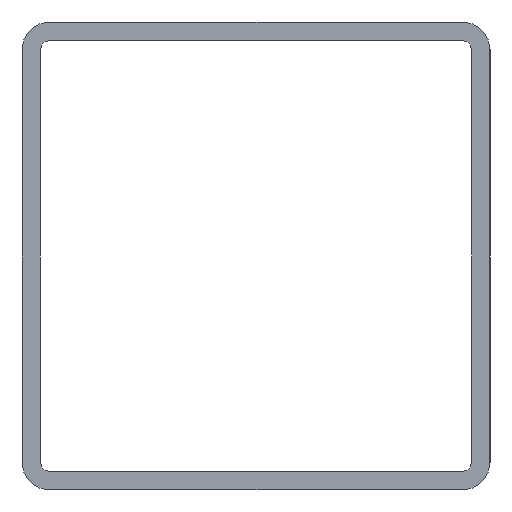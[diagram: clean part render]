
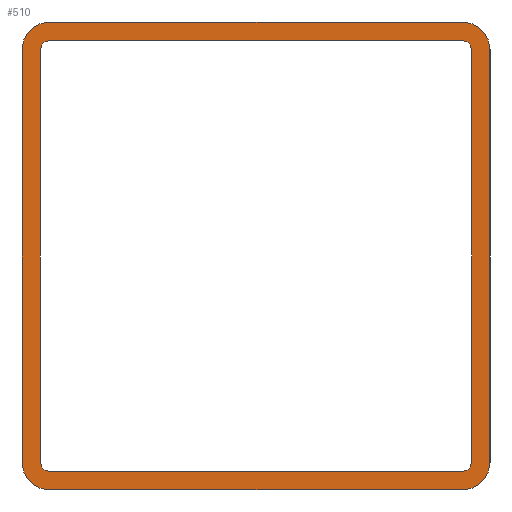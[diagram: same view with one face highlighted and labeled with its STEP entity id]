
A CAD part, left-side view. The second image highlights one B-rep face of the part: STEP entity #510.
In plain terms, the highlighted planar face has unit normal (-1, 0, 0).
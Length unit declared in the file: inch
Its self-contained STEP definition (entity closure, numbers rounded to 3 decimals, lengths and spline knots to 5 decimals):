
#4 = EDGE_CURVE ( 'NONE', #601, #246, #323, .T. ) ;
#7 = CIRCLE ( 'NONE', #160, 0.05906 ) ;
#10 = CARTESIAN_POINT ( 'NONE',  ( -23.5, -0.46063, 0.44094 ) ) ;
#13 = CARTESIAN_POINT ( 'NONE',  ( -23.5, 0.44094, 0.5 ) ) ;
#18 = AXIS2_PLACEMENT_3D ( 'NONE', #187, #577, #341 ) ;
#23 = VERTEX_POINT ( 'NONE', #461 ) ;
#24 = CARTESIAN_POINT ( 'NONE',  ( -23.5, 0.46063, -0.44094 ) ) ;
#29 = CARTESIAN_POINT ( 'NONE',  ( -23.5, -0.44094, 0.5 ) ) ;
#41 = DIRECTION ( 'NONE',  ( 1., 0., 0. ) ) ;
#45 = LINE ( 'NONE', #242, #440 ) ;
#49 = CARTESIAN_POINT ( 'NONE',  ( -23.5, -0.5, -0.44094 ) ) ;
#50 = EDGE_CURVE ( 'NONE', #23, #567, #324, .T. ) ;
#51 = DIRECTION ( 'NONE',  ( 1., 0., 0. ) ) ;
#52 = ORIENTED_EDGE ( 'NONE', *, *, #4, .T. ) ;
#55 = DIRECTION ( 'NONE',  ( -1., 0., 0. ) ) ;
#56 = VECTOR ( 'NONE', #301, 39.37008 ) ;
#66 = CARTESIAN_POINT ( 'NONE',  ( -23.5, 0.5, 0.46063 ) ) ;
#78 = ORIENTED_EDGE ( 'NONE', *, *, #271, .T. ) ;
#96 = EDGE_CURVE ( 'NONE', #248, #97, #265, .T. ) ;
#97 = VERTEX_POINT ( 'NONE', #130 ) ;
#100 = VERTEX_POINT ( 'NONE', #24 ) ;
#102 = CARTESIAN_POINT ( 'NONE',  ( -23.5, 0.5, -0.46063 ) ) ;
#103 = DIRECTION ( 'NONE',  ( 0., 0., -1. ) ) ;
#104 = ORIENTED_EDGE ( 'NONE', *, *, #373, .F. ) ;
#105 = CARTESIAN_POINT ( 'NONE',  ( -23.5, 0.46063, 0.5 ) ) ;
#111 = DIRECTION ( 'NONE',  ( 0., 0., -1. ) ) ;
#116 = DIRECTION ( 'NONE',  ( 0., 0., -1. ) ) ;
#120 = LINE ( 'NONE', #462, #605 ) ;
#121 = VERTEX_POINT ( 'NONE', #276 ) ;
#122 = CARTESIAN_POINT ( 'NONE',  ( -23.5, -0.44094, -0.44094 ) ) ;
#130 = CARTESIAN_POINT ( 'NONE',  ( -23.5, -0.44094, -0.46063 ) ) ;
#136 = VECTOR ( 'NONE', #450, 39.37008 ) ;
#138 = CARTESIAN_POINT ( 'NONE',  ( -23.5, 0.44094, -0.44094 ) ) ;
#139 = FACE_OUTER_BOUND ( 'NONE', #593, .T. ) ;
#146 = VERTEX_POINT ( 'NONE', #13 ) ;
#149 = AXIS2_PLACEMENT_3D ( 'NONE', #138, #41, #381 ) ;
#151 = LINE ( 'NONE', #156, #207 ) ;
#152 = EDGE_CURVE ( 'NONE', #163, #182, #391, .T. ) ;
#155 = VERTEX_POINT ( 'NONE', #582 ) ;
#156 = CARTESIAN_POINT ( 'NONE',  ( -23.5, -0.46063, 0.5 ) ) ;
#160 = AXIS2_PLACEMENT_3D ( 'NONE', #505, #270, #471 ) ;
#163 = VERTEX_POINT ( 'NONE', #204 ) ;
#169 = VERTEX_POINT ( 'NONE', #584 ) ;
#174 = DIRECTION ( 'NONE',  ( 1., 0., 0. ) ) ;
#182 = VERTEX_POINT ( 'NONE', #49 ) ;
#183 = CARTESIAN_POINT ( 'NONE',  ( -23.5, 0., 0. ) ) ;
#185 = EDGE_CURVE ( 'NONE', #155, #601, #356, .T. ) ;
#187 = CARTESIAN_POINT ( 'NONE',  ( -23.5, 0.44094, 0.44094 ) ) ;
#200 = DIRECTION ( 'NONE',  ( 0., 1., 0. ) ) ;
#202 = ORIENTED_EDGE ( 'NONE', *, *, #212, .T. ) ;
#204 = CARTESIAN_POINT ( 'NONE',  ( -23.5, -0.5, 0.44094 ) ) ;
#207 = VECTOR ( 'NONE', #111, 39.37008 ) ;
#212 = EDGE_CURVE ( 'NONE', #246, #248, #151, .T. ) ;
#234 = ORIENTED_EDGE ( 'NONE', *, *, #559, .T. ) ;
#237 = CIRCLE ( 'NONE', #581, 0.01969 ) ;
#242 = CARTESIAN_POINT ( 'NONE',  ( -23.5, 0.5, 0.5 ) ) ;
#246 = VERTEX_POINT ( 'NONE', #10 ) ;
#248 = VERTEX_POINT ( 'NONE', #349 ) ;
#250 = EDGE_CURVE ( 'NONE', #97, #169, #533, .T. ) ;
#258 = CARTESIAN_POINT ( 'NONE',  ( -23.5, 0.44094, -0.5 ) ) ;
#263 = CARTESIAN_POINT ( 'NONE',  ( -23.5, -0.44094, 0.46063 ) ) ;
#265 = CIRCLE ( 'NONE', #618, 0.01969 ) ;
#269 = DIRECTION ( 'NONE',  ( 0., 0., -1. ) ) ;
#270 = DIRECTION ( 'NONE',  ( -1., 0., 0. ) ) ;
#271 = EDGE_CURVE ( 'NONE', #100, #443, #293, .T. ) ;
#276 = CARTESIAN_POINT ( 'NONE',  ( -23.5, 0.5, 0.44094 ) ) ;
#286 = DIRECTION ( 'NONE',  ( 0., -1., 0. ) ) ;
#291 = ORIENTED_EDGE ( 'NONE', *, *, #499, .F. ) ;
#293 = LINE ( 'NONE', #105, #136 ) ;
#301 = DIRECTION ( 'NONE',  ( 0., -1., 0. ) ) ;
#302 = CARTESIAN_POINT ( 'NONE',  ( -23.5, 0.44094, -0.44094 ) ) ;
#303 = EDGE_LOOP ( 'NONE', ( #202, #595, #364, #494, #78, #305, #612, #52 ) ) ;
#305 = ORIENTED_EDGE ( 'NONE', *, *, #609, .T. ) ;
#307 = DIRECTION ( 'NONE',  ( -1., 0., 0. ) ) ;
#323 = CIRCLE ( 'NONE', #625, 0.01969 ) ;
#324 = LINE ( 'NONE', #366, #352 ) ;
#333 = DIRECTION ( 'NONE',  ( 0., 0., -1. ) ) ;
#337 = CIRCLE ( 'NONE', #149, 0.01969 ) ;
#339 = AXIS2_PLACEMENT_3D ( 'NONE', #544, #307, #116 ) ;
#341 = DIRECTION ( 'NONE',  ( 0., 0., -1. ) ) ;
#343 = ORIENTED_EDGE ( 'NONE', *, *, #50, .F. ) ;
#349 = CARTESIAN_POINT ( 'NONE',  ( -23.5, -0.46063, -0.44094 ) ) ;
#352 = VECTOR ( 'NONE', #498, 39.37008 ) ;
#356 = LINE ( 'NONE', #66, #56 ) ;
#358 = ORIENTED_EDGE ( 'NONE', *, *, #409, .T. ) ;
#362 = VERTEX_POINT ( 'NONE', #29 ) ;
#364 = ORIENTED_EDGE ( 'NONE', *, *, #250, .T. ) ;
#366 = CARTESIAN_POINT ( 'NONE',  ( -23.5, 0.5, -0.5 ) ) ;
#373 = EDGE_CURVE ( 'NONE', #511, #121, #120, .T. ) ;
#377 = DIRECTION ( 'NONE',  ( 1., 0., 0. ) ) ;
#381 = DIRECTION ( 'NONE',  ( 0., 0., -1. ) ) ;
#388 = DIRECTION ( 'NONE',  ( 0., 0., -1. ) ) ;
#389 = CARTESIAN_POINT ( 'NONE',  ( -23.5, -0.5, 0.5 ) ) ;
#390 = CIRCLE ( 'NONE', #339, 0.05906 ) ;
#391 = LINE ( 'NONE', #389, #439 ) ;
#407 = DIRECTION ( 'NONE',  ( 0., 0., 1. ) ) ;
#409 = EDGE_CURVE ( 'NONE', #23, #182, #7, .T. ) ;
#422 = DIRECTION ( 'NONE',  ( 1., 0., 0. ) ) ;
#423 = FACE_BOUND ( 'NONE', #303, .T. ) ;
#426 = CIRCLE ( 'NONE', #18, 0.05906 ) ;
#439 = VECTOR ( 'NONE', #493, 39.37008 ) ;
#440 = VECTOR ( 'NONE', #286, 39.37008 ) ;
#443 = VERTEX_POINT ( 'NONE', #482 ) ;
#450 = DIRECTION ( 'NONE',  ( 0., 0., 1. ) ) ;
#451 = CIRCLE ( 'NONE', #501, 0.05906 ) ;
#461 = CARTESIAN_POINT ( 'NONE',  ( -23.5, -0.44094, -0.5 ) ) ;
#462 = CARTESIAN_POINT ( 'NONE',  ( -23.5, 0.5, 0.5 ) ) ;
#471 = DIRECTION ( 'NONE',  ( 0., 0., -1. ) ) ;
#477 = ORIENTED_EDGE ( 'NONE', *, *, #602, .T. ) ;
#482 = CARTESIAN_POINT ( 'NONE',  ( -23.5, 0.46063, 0.44094 ) ) ;
#487 = CARTESIAN_POINT ( 'NONE',  ( -23.5, 0.44094, 0.44094 ) ) ;
#493 = DIRECTION ( 'NONE',  ( 0., 0., -1. ) ) ;
#494 = ORIENTED_EDGE ( 'NONE', *, *, #534, .T. ) ;
#498 = DIRECTION ( 'NONE',  ( 0., 1., 0. ) ) ;
#499 = EDGE_CURVE ( 'NONE', #146, #362, #45, .T. ) ;
#501 = AXIS2_PLACEMENT_3D ( 'NONE', #302, #55, #388 ) ;
#504 = DIRECTION ( 'NONE',  ( 0., 0., -1. ) ) ;
#505 = CARTESIAN_POINT ( 'NONE',  ( -23.5, -0.44094, -0.44094 ) ) ;
#510 = ADVANCED_FACE ( 'NONE', ( #139, #423 ), #621, .F. ) ;
#511 = VERTEX_POINT ( 'NONE', #525 ) ;
#515 = AXIS2_PLACEMENT_3D ( 'NONE', #183, #377, #333 ) ;
#523 = VECTOR ( 'NONE', #200, 39.37008 ) ;
#525 = CARTESIAN_POINT ( 'NONE',  ( -23.5, 0.5, -0.44094 ) ) ;
#533 = LINE ( 'NONE', #102, #523 ) ;
#534 = EDGE_CURVE ( 'NONE', #169, #100, #337, .T. ) ;
#544 = CARTESIAN_POINT ( 'NONE',  ( -23.5, -0.44094, 0.44094 ) ) ;
#545 = ORIENTED_EDGE ( 'NONE', *, *, #623, .T. ) ;
#547 = CARTESIAN_POINT ( 'NONE',  ( -23.5, -0.44094, 0.44094 ) ) ;
#559 = EDGE_CURVE ( 'NONE', #146, #121, #426, .T. ) ;
#567 = VERTEX_POINT ( 'NONE', #258 ) ;
#577 = DIRECTION ( 'NONE',  ( -1., 0., 0. ) ) ;
#581 = AXIS2_PLACEMENT_3D ( 'NONE', #487, #51, #103 ) ;
#582 = CARTESIAN_POINT ( 'NONE',  ( -23.5, 0.44094, 0.46063 ) ) ;
#584 = CARTESIAN_POINT ( 'NONE',  ( -23.5, 0.44094, -0.46063 ) ) ;
#593 = EDGE_LOOP ( 'NONE', ( #343, #358, #607, #545, #291, #234, #104, #477 ) ) ;
#595 = ORIENTED_EDGE ( 'NONE', *, *, #96, .T. ) ;
#601 = VERTEX_POINT ( 'NONE', #263 ) ;
#602 = EDGE_CURVE ( 'NONE', #511, #567, #451, .T. ) ;
#605 = VECTOR ( 'NONE', #407, 39.37008 ) ;
#607 = ORIENTED_EDGE ( 'NONE', *, *, #152, .F. ) ;
#609 = EDGE_CURVE ( 'NONE', #443, #155, #237, .T. ) ;
#612 = ORIENTED_EDGE ( 'NONE', *, *, #185, .T. ) ;
#618 = AXIS2_PLACEMENT_3D ( 'NONE', #122, #174, #504 ) ;
#621 = PLANE ( 'NONE',  #515 ) ;
#623 = EDGE_CURVE ( 'NONE', #163, #362, #390, .T. ) ;
#625 = AXIS2_PLACEMENT_3D ( 'NONE', #547, #422, #269 ) ;
